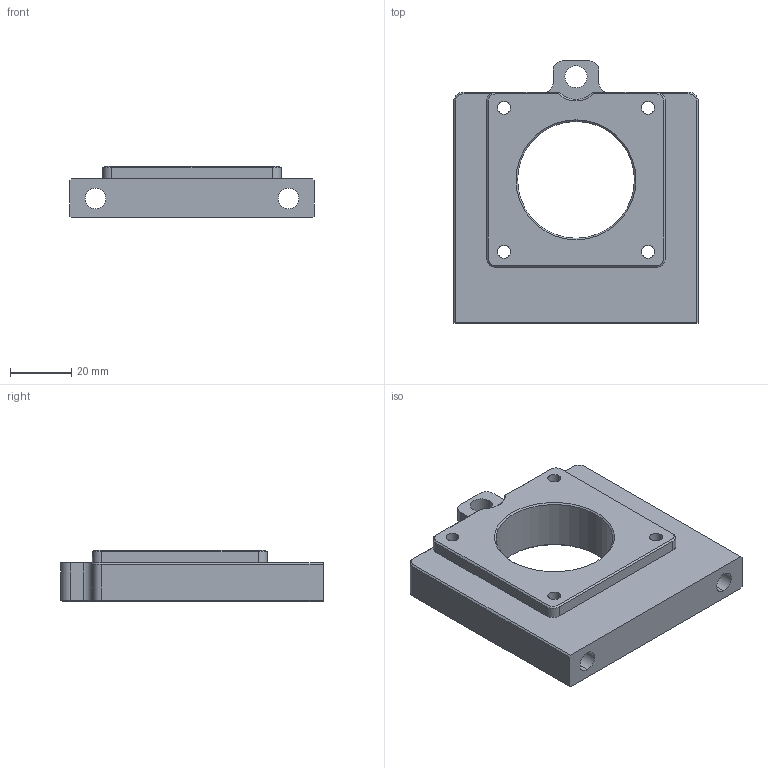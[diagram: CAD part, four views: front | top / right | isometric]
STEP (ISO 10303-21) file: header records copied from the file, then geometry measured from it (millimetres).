
FILE_DESCRIPTION (( 'STEP AP203' ), '1' );
FILE_NAME ('Y motor Plates.STEP', '2025-08-04T21:53:35', ( '' ), ( '' ), 'SwSTEP 2.0', 'SolidWorks 2024', '' );
FILE_SCHEMA (( 'CONFIG_CONTROL_DESIGN' ));
Length unit declared in the file: millimetre
Products named in the file (1): Y motor Plates
Bounding box: 80 x 85.8 x 16.93 mm (x, y, z)
Volume: 65844.5 mm3; surface area: 21120 mm2
Topology: 1 solids, 1 shells, 81 faces, 201 edges, 124 vertices
Faces by surface type: plane 33, cylinder 31, cone 17
Entity records: 2505 total; most frequent: DIRECTION 440, CARTESIAN_POINT 419, ORIENTED_EDGE 402, EDGE_CURVE 201, AXIS2_PLACEMENT_3D 161, VERTEX_POINT 124, VECTOR 118, LINE 118
